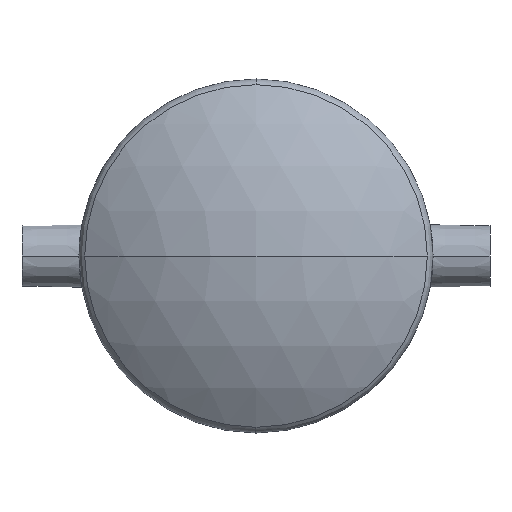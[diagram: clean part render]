
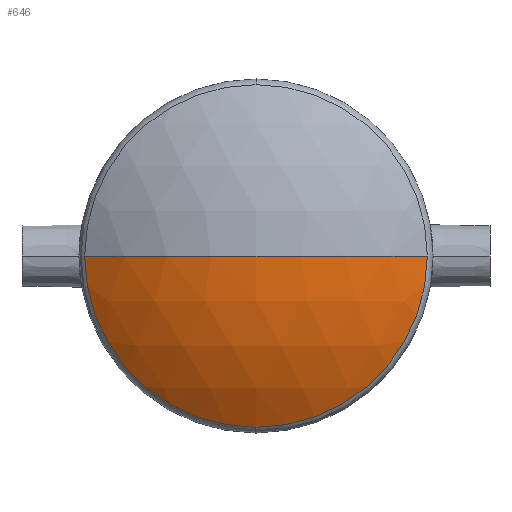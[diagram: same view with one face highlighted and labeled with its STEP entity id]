
A CAD part, left-side view. The second image highlights one B-rep face of the part: STEP entity #646.
In plain terms, the highlighted spherical face has radius 70 mm.
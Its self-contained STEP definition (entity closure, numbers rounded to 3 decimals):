
#2 = VERTEX_POINT ( 'NONE', #466 ) ;
#5 = VERTEX_POINT ( 'NONE', #695 ) ;
#17 = CARTESIAN_POINT ( 'NONE',  ( -36.277, -39.388, 0. ) ) ;
#26 = CIRCLE ( 'NONE', #74, 39.388 ) ;
#40 = AXIS2_PLACEMENT_3D ( 'NONE', #581, #438, #231 ) ;
#51 = EDGE_CURVE ( 'NONE', #2, #5, #383, .T. ) ;
#74 = AXIS2_PLACEMENT_3D ( 'NONE', #625, #858, #788 ) ;
#79 = DIRECTION ( 'NONE',  ( -1., 0., 0. ) ) ;
#90 = EDGE_LOOP ( 'NONE', ( #715, #111, #771, #516 ) ) ;
#111 = ORIENTED_EDGE ( 'NONE', *, *, #676, .T. ) ;
#153 = CARTESIAN_POINT ( 'NONE',  ( -36.277, 0., 0. ) ) ;
#206 = DIRECTION ( 'NONE',  ( 0., 0., 1. ) ) ;
#231 = DIRECTION ( 'NONE',  ( 0., 1., 0. ) ) ;
#280 = AXIS2_PLACEMENT_3D ( 'NONE', #153, #79, #874 ) ;
#293 = VERTEX_POINT ( 'NONE', #828 ) ;
#294 = DIRECTION ( 'NONE',  ( 0., 0., -1. ) ) ;
#360 = CARTESIAN_POINT ( 'NONE',  ( 21.59, 0., 0. ) ) ;
#367 = CARTESIAN_POINT ( 'NONE',  ( 21.59, 0., 0. ) ) ;
#383 = CIRCLE ( 'NONE', #913, 70. ) ;
#438 = DIRECTION ( 'NONE',  ( 0., 0., -1. ) ) ;
#466 = CARTESIAN_POINT ( 'NONE',  ( -36.277, 39.388, 0. ) ) ;
#516 = ORIENTED_EDGE ( 'NONE', *, *, #51, .F. ) ;
#525 = DIRECTION ( 'NONE',  ( 0., 1., 0. ) ) ;
#533 = CIRCLE ( 'NONE', #582, 70. ) ;
#576 = EDGE_CURVE ( 'NONE', #639, #5, #533, .T. ) ;
#581 = CARTESIAN_POINT ( 'NONE',  ( 21.59, 0., 0. ) ) ;
#582 = AXIS2_PLACEMENT_3D ( 'NONE', #367, #294, #525 ) ;
#625 = CARTESIAN_POINT ( 'NONE',  ( -36.277, 0., 0. ) ) ;
#639 = VERTEX_POINT ( 'NONE', #17 ) ;
#646 = ADVANCED_FACE ( 'NONE', ( #722 ), #802, .T. ) ;
#676 = EDGE_CURVE ( 'NONE', #293, #639, #857, .T. ) ;
#695 = CARTESIAN_POINT ( 'NONE',  ( -48.41, 0., 0. ) ) ;
#714 = DIRECTION ( 'NONE',  ( 1., 0., 0. ) ) ;
#715 = ORIENTED_EDGE ( 'NONE', *, *, #803, .T. ) ;
#722 = FACE_OUTER_BOUND ( 'NONE', #90, .T. ) ;
#771 = ORIENTED_EDGE ( 'NONE', *, *, #576, .T. ) ;
#788 = DIRECTION ( 'NONE',  ( 0., 0., 1. ) ) ;
#802 = SPHERICAL_SURFACE ( 'NONE', #40, 70. ) ;
#803 = EDGE_CURVE ( 'NONE', #2, #293, #26, .T. ) ;
#828 = CARTESIAN_POINT ( 'NONE',  ( -36.277, 0., -39.388 ) ) ;
#857 = CIRCLE ( 'NONE', #280, 39.388 ) ;
#858 = DIRECTION ( 'NONE',  ( -1., 0., 0. ) ) ;
#874 = DIRECTION ( 'NONE',  ( 0., 0., 1. ) ) ;
#913 = AXIS2_PLACEMENT_3D ( 'NONE', #360, #206, #714 ) ;
